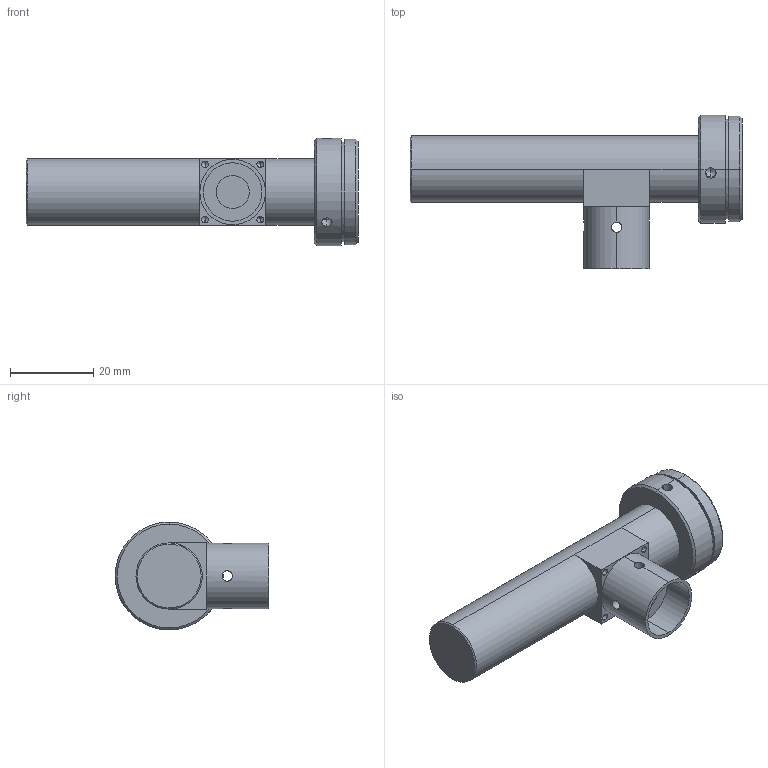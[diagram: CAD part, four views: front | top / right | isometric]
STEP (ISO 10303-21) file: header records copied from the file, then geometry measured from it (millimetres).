
FILE_DESCRIPTION (( 'STEP AP203' ), '1' );
FILE_NAME ('WWL08-65CT.STEP', '2019-01-18T02:50:50', ( '' ), ( '' ), 'SwSTEP 2.0', 'SolidWorks 2012', '' );
FILE_SCHEMA (( 'CONFIG_CONTROL_DESIGN' ));
Length unit declared in the file: millimetre
Products named in the file (1): WWL08-65CT
Bounding box: 80 x 37 x 26 mm (x, y, z)
Volume: 21275.1 mm3; surface area: 7239.2 mm2
Topology: 1 solids, 1 shells, 70 faces, 177 edges, 103 vertices
Faces by surface type: cylinder 37, cone 20, plane 13
Entity records: 2450 total; most frequent: CARTESIAN_POINT 769, DIRECTION 331, ORIENTED_EDGE 326, EDGE_CURVE 163, AXIS2_PLACEMENT_3D 129, VERTEX_POINT 103, EDGE_LOOP 86, LINE 73
